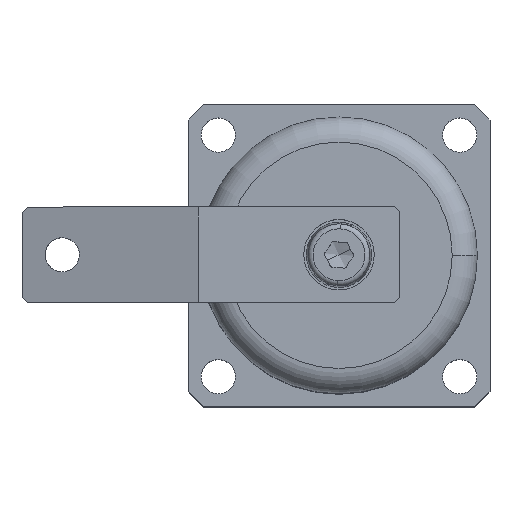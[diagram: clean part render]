
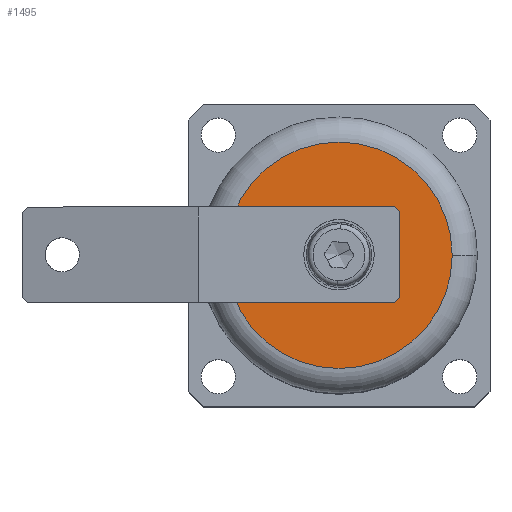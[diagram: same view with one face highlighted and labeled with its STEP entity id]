
A CAD part, top view. The second image highlights one B-rep face of the part: STEP entity #1495.
In plain terms, the highlighted planar face has unit normal (0, 0, 1).
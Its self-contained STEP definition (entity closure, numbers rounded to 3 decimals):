
#196 = DIRECTION ( 'NONE',  ( 1., 0., 0. ) ) ;
#198 = DIRECTION ( 'NONE',  ( 0., 0., 1. ) ) ;
#200 = CARTESIAN_POINT ( 'NONE',  ( 0., 0., 93. ) ) ;
#378 = EDGE_CURVE ( 'NONE', #4158, #2255, #3274, .T. ) ;
#633 = AXIS2_PLACEMENT_3D ( 'NONE', #2871, #2870, #2869 ) ;
#634 = AXIS2_PLACEMENT_3D ( 'NONE', #2876, #2875, #2874 ) ;
#647 = AXIS2_PLACEMENT_3D ( 'NONE', #1272, #1271, #1270 ) ;
#834 = ORIENTED_EDGE ( 'NONE', *, *, #3070, .F. ) ;
#836 = ORIENTED_EDGE ( 'NONE', *, *, #3068, .F. ) ;
#837 = ORIENTED_EDGE ( 'NONE', *, *, #3045, .T. ) ;
#838 = ORIENTED_EDGE ( 'NONE', *, *, #378, .T. ) ;
#913 = DIRECTION ( 'NONE',  ( 1., 0., 0. ) ) ;
#914 = DIRECTION ( 'NONE',  ( 0., 0., 1. ) ) ;
#916 = PLANE ( 'NONE',  #5099 ) ;
#920 = CARTESIAN_POINT ( 'NONE',  ( 0., 0., 93. ) ) ;
#1270 = DIRECTION ( 'NONE',  ( 1., 0., 0. ) ) ;
#1271 = DIRECTION ( 'NONE',  ( 0., 0., 1. ) ) ;
#1272 = CARTESIAN_POINT ( 'NONE',  ( 0., 0., 93. ) ) ;
#1495 = ADVANCED_FACE ( 'NONE', ( #4081, #4072 ), #916, .T. ) ;
#2118 = VERTEX_POINT ( 'NONE', #4671 ) ;
#2255 = VERTEX_POINT ( 'NONE', #4526 ) ;
#2869 = DIRECTION ( 'NONE',  ( 1., 0., 0. ) ) ;
#2870 = DIRECTION ( 'NONE',  ( 0., 0., 1. ) ) ;
#2871 = CARTESIAN_POINT ( 'NONE',  ( 0., 0., 93. ) ) ;
#2874 = DIRECTION ( 'NONE',  ( 1., 0., 0. ) ) ;
#2875 = DIRECTION ( 'NONE',  ( 0., 0., 1. ) ) ;
#2876 = CARTESIAN_POINT ( 'NONE',  ( 0., 0., 93. ) ) ;
#3045 = EDGE_CURVE ( 'NONE', #2255, #4158, #4023, .T. ) ;
#3068 = EDGE_CURVE ( 'NONE', #2118, #4189, #4073, .T. ) ;
#3070 = EDGE_CURVE ( 'NONE', #4189, #2118, #3979, .T. ) ;
#3274 = CIRCLE ( 'NONE', #5639, 22.5 ) ;
#3616 = CARTESIAN_POINT ( 'NONE',  ( -22.5, 0., 93. ) ) ;
#3647 = CARTESIAN_POINT ( 'NONE',  ( 8., 0., 93. ) ) ;
#3979 = CIRCLE ( 'NONE', #633, 8. ) ;
#4023 = CIRCLE ( 'NONE', #647, 22.5 ) ;
#4072 = FACE_OUTER_BOUND ( 'NONE', #5332, .T. ) ;
#4073 = CIRCLE ( 'NONE', #634, 8. ) ;
#4081 = FACE_BOUND ( 'NONE', #5330, .T. ) ;
#4158 = VERTEX_POINT ( 'NONE', #3616 ) ;
#4189 = VERTEX_POINT ( 'NONE', #3647 ) ;
#4526 = CARTESIAN_POINT ( 'NONE',  ( 22.5, 0., 93. ) ) ;
#4671 = CARTESIAN_POINT ( 'NONE',  ( -8., 0., 93. ) ) ;
#5099 = AXIS2_PLACEMENT_3D ( 'NONE', #920, #914, #913 ) ;
#5330 = EDGE_LOOP ( 'NONE', ( #834, #836 ) ) ;
#5332 = EDGE_LOOP ( 'NONE', ( #837, #838 ) ) ;
#5639 = AXIS2_PLACEMENT_3D ( 'NONE', #200, #198, #196 ) ;
